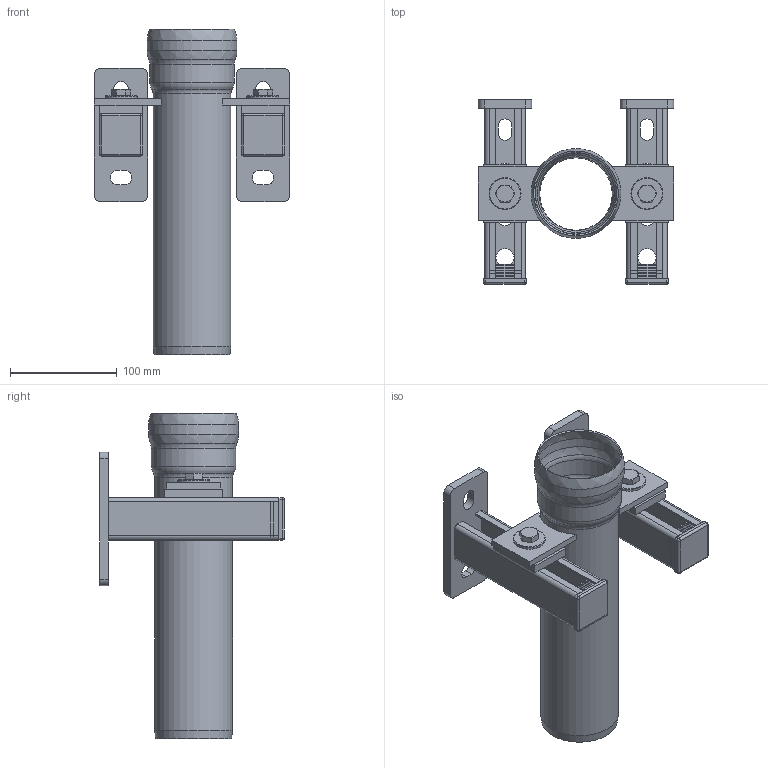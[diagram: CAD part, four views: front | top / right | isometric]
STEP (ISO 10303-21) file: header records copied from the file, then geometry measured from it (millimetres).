
FILE_DESCRIPTION(/* description */ (''),/* implementation_level */ '2;1');
FILE_NAME(/* name */ '82652.070X_3D.stp',/* time_stamp */ '2024-12-12T09:50:11+01:00',/* author */ ('CAD'),/* organization */ (''),/* preprocessor_version */ 'ST-DEVELOPER v20',/* originating_system */ 'AutoCAD Mechanical',/* authorisation */ '');
FILE_SCHEMA (('AUTOMOTIVE_DESIGN { 1 0 10303 214 3 1 1 }'));
Length unit declared in the file: millimetre
Products named in the file (2): Product; *S0
Assembly tree (1 placements, depth 2):
  Product
    *S0
Bounding box: 183 x 173 x 305 mm (x, y, z)
Volume: 384410 mm3; surface area: 306273 mm2
Topology: 17 solids, 17 shells, 495 faces, 1159 edges, 713 vertices
Faces by surface type: plane 223, cylinder 128, cone 124, sphere 8, torus 8, bspline 4
Full cylindrical faces by diameter (mm): 10 x2, 10.5 x2, 14.63 x2, 17 x4, 30 x2, 69.8 x1, 73 x1, 76 x1, 79.2 x1, 81 x1, 84.2 x1
Entity records: 14309 total; most frequent: CARTESIAN_POINT 2610, DIRECTION 2540, ORIENTED_EDGE 2318, EDGE_CURVE 1159, AXIS2_PLACEMENT_3D 911, LINE 718, VECTOR 718, VERTEX_POINT 713
